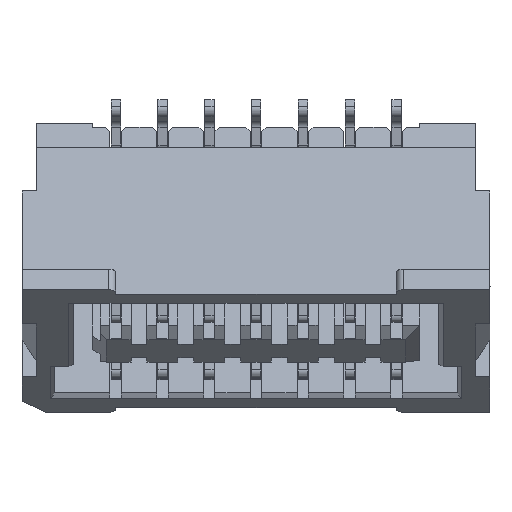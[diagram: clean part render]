
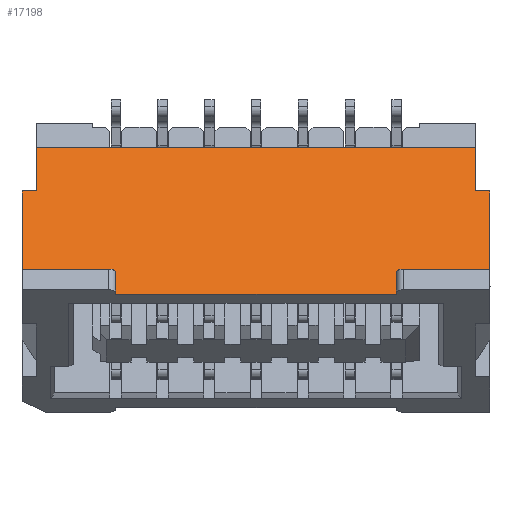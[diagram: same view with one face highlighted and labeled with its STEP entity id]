
A CAD part, left-side view. The second image highlights one B-rep face of the part: STEP entity #17198.
In plain terms, the highlighted planar face has unit normal (-0.882, 0, 0.471).
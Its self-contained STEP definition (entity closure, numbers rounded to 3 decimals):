
#343 = CARTESIAN_POINT ( 'NONE',  ( 4.924, 7.2, 0.639 ) ) ;
#744 = DIRECTION ( 'NONE',  ( 0., -1., 0. ) ) ;
#772 = CARTESIAN_POINT ( 'NONE',  ( 3.746, -0.5, -1.566 ) ) ;
#1080 = VECTOR ( 'NONE', #44678, 1000. ) ;
#1587 = AXIS2_PLACEMENT_3D ( 'NONE', #24987, #36795, #43942 ) ;
#1852 = LINE ( 'NONE', #20229, #16993 ) ;
#2205 = ORIENTED_EDGE ( 'NONE', *, *, #21500, .F. ) ;
#2283 = DIRECTION ( 'NONE',  ( -0.471, 0., -0.882 ) ) ;
#2574 = ORIENTED_EDGE ( 'NONE', *, *, #43680, .T. ) ;
#3205 = EDGE_CURVE ( 'NONE', #6972, #3619, #44224, .T. ) ;
#3392 = LINE ( 'NONE', #26325, #18007 ) ;
#3619 = VERTEX_POINT ( 'NONE', #15298 ) ;
#3925 = DIRECTION ( 'NONE',  ( 0., -1., 0. ) ) ;
#4206 = CARTESIAN_POINT ( 'NONE',  ( 3.982, -0.5, -1.125 ) ) ;
#4861 = VECTOR ( 'NONE', #744, 1000. ) ;
#5004 = LINE ( 'NONE', #45760, #36657 ) ;
#5317 = CARTESIAN_POINT ( 'NONE',  ( 3.982, 5.5, -1.125 ) ) ;
#5390 = LINE ( 'NONE', #25705, #37247 ) ;
#5438 = CARTESIAN_POINT ( 'NONE',  ( 3.982, -2.5, -1.125 ) ) ;
#6972 = VERTEX_POINT ( 'NONE', #343 ) ;
#7620 = CARTESIAN_POINT ( 'NONE',  ( 4.948, 7.5, 0.683 ) ) ;
#7668 = CARTESIAN_POINT ( 'NONE',  ( 3.982, -2.6, -1.125 ) ) ;
#8431 = CARTESIAN_POINT ( 'NONE',  ( 3.706, 7.2, -1.641 ) ) ;
#8783 = EDGE_CURVE ( 'NONE', #31963, #37921, #3392, .T. ) ;
#9491 = VERTEX_POINT ( 'NONE', #39668 ) ;
#10743 = CARTESIAN_POINT ( 'NONE',  ( 3.982, 7.5, -1.125 ) ) ;
#11953 = EDGE_CURVE ( 'NONE', #32822, #37921, #30035, .T. ) ;
#12345 = CARTESIAN_POINT ( 'NONE',  ( 4.924, 7.19, 0.639 ) ) ;
#12855 = EDGE_LOOP ( 'NONE', ( #39494, #14243, #2205, #30979, #15714, #2574, #29590, #41164, #44430, #18692, #40325, #35266 ) ) ;
#14243 = ORIENTED_EDGE ( 'NONE', *, *, #3205, .F. ) ;
#14836 = CARTESIAN_POINT ( 'NONE',  ( 4.924, -2.2, 0.639 ) ) ;
#15298 = CARTESIAN_POINT ( 'NONE',  ( 5.419, 7.2, 1.565 ) ) ;
#15690 = EDGE_CURVE ( 'NONE', #26476, #18584, #1852, .T. ) ;
#15714 = ORIENTED_EDGE ( 'NONE', *, *, #46869, .F. ) ;
#15819 = DIRECTION ( 'NONE',  ( -0.471, 0., -0.882 ) ) ;
#16020 = LINE ( 'NONE', #12345, #31852 ) ;
#16993 = VECTOR ( 'NONE', #23743, 1000. ) ;
#17029 = LINE ( 'NONE', #33854, #1080 ) ;
#17198 = ADVANCED_FACE ( 'NONE', ( #41370 ), #39673, .F. ) ;
#18007 = VECTOR ( 'NONE', #15819, 1000. ) ;
#18147 = VERTEX_POINT ( 'NONE', #32695 ) ;
#18453 = DIRECTION ( 'NONE',  ( 0., 1., 0. ) ) ;
#18584 = VERTEX_POINT ( 'NONE', #5438 ) ;
#18692 = ORIENTED_EDGE ( 'NONE', *, *, #15690, .F. ) ;
#18997 = EDGE_CURVE ( 'NONE', #44920, #26476, #5390, .T. ) ;
#20229 = CARTESIAN_POINT ( 'NONE',  ( 4.948, -2.5, 0.683 ) ) ;
#21500 = EDGE_CURVE ( 'NONE', #18147, #6972, #16020, .T. ) ;
#22164 = EDGE_CURVE ( 'NONE', #3619, #9491, #35083, .T. ) ;
#22679 = DIRECTION ( 'NONE',  ( 0., -1., 0. ) ) ;
#23743 = DIRECTION ( 'NONE',  ( -0.471, 0., -0.882 ) ) ;
#23781 = CARTESIAN_POINT ( 'NONE',  ( 3.746, 5.5, -1.566 ) ) ;
#24987 = CARTESIAN_POINT ( 'NONE',  ( 5.453, 2.6, 1.627 ) ) ;
#25705 = CARTESIAN_POINT ( 'NONE',  ( 4.924, -2.19, 0.639 ) ) ;
#26325 = CARTESIAN_POINT ( 'NONE',  ( 3.982, -0.5, -1.125 ) ) ;
#26476 = VERTEX_POINT ( 'NONE', #32267 ) ;
#28498 = VECTOR ( 'NONE', #44396, 1000. ) ;
#29590 = ORIENTED_EDGE ( 'NONE', *, *, #11953, .T. ) ;
#30035 = LINE ( 'NONE', #772, #30113 ) ;
#30113 = VECTOR ( 'NONE', #22679, 1000. ) ;
#30441 = LINE ( 'NONE', #7668, #30853 ) ;
#30853 = VECTOR ( 'NONE', #18453, 1000. ) ;
#30979 = ORIENTED_EDGE ( 'NONE', *, *, #33890, .F. ) ;
#31852 = VECTOR ( 'NONE', #3925, 1000. ) ;
#31952 = LINE ( 'NONE', #46698, #32271 ) ;
#31963 = VERTEX_POINT ( 'NONE', #4206 ) ;
#32267 = CARTESIAN_POINT ( 'NONE',  ( 4.924, -2.5, 0.639 ) ) ;
#32271 = VECTOR ( 'NONE', #46043, 1000. ) ;
#32695 = CARTESIAN_POINT ( 'NONE',  ( 4.924, 7.5, 0.639 ) ) ;
#32822 = VERTEX_POINT ( 'NONE', #23781 ) ;
#33854 = CARTESIAN_POINT ( 'NONE',  ( 3.982, -2.6, -1.125 ) ) ;
#33890 = EDGE_CURVE ( 'NONE', #43148, #18147, #36838, .T. ) ;
#35083 = LINE ( 'NONE', #44231, #4861 ) ;
#35266 = ORIENTED_EDGE ( 'NONE', *, *, #44249, .F. ) ;
#36242 = VECTOR ( 'NONE', #43516, 1000. ) ;
#36657 = VECTOR ( 'NONE', #2283, 1000. ) ;
#36795 = DIRECTION ( 'NONE',  ( 0.882, 0., -0.471 ) ) ;
#36838 = LINE ( 'NONE', #7620, #36242 ) ;
#37247 = VECTOR ( 'NONE', #44695, 1000. ) ;
#37324 = CARTESIAN_POINT ( 'NONE',  ( 3.746, -0.5, -1.566 ) ) ;
#37921 = VERTEX_POINT ( 'NONE', #37324 ) ;
#39365 = EDGE_CURVE ( 'NONE', #18584, #31963, #30441, .T. ) ;
#39494 = ORIENTED_EDGE ( 'NONE', *, *, #22164, .F. ) ;
#39668 = CARTESIAN_POINT ( 'NONE',  ( 5.419, -2.2, 1.565 ) ) ;
#39673 = PLANE ( 'NONE',  #1587 ) ;
#40325 = ORIENTED_EDGE ( 'NONE', *, *, #18997, .F. ) ;
#41164 = ORIENTED_EDGE ( 'NONE', *, *, #8783, .F. ) ;
#41370 = FACE_OUTER_BOUND ( 'NONE', #12855, .T. ) ;
#43148 = VERTEX_POINT ( 'NONE', #10743 ) ;
#43516 = DIRECTION ( 'NONE',  ( 0.471, 0., 0.882 ) ) ;
#43680 = EDGE_CURVE ( 'NONE', #45325, #32822, #31952, .T. ) ;
#43942 = DIRECTION ( 'NONE',  ( 0., -1., 0. ) ) ;
#44224 = LINE ( 'NONE', #8431, #28498 ) ;
#44231 = CARTESIAN_POINT ( 'NONE',  ( 5.419, -2.288, 1.565 ) ) ;
#44249 = EDGE_CURVE ( 'NONE', #9491, #44920, #5004, .T. ) ;
#44396 = DIRECTION ( 'NONE',  ( 0.471, 0., 0.882 ) ) ;
#44430 = ORIENTED_EDGE ( 'NONE', *, *, #39365, .F. ) ;
#44678 = DIRECTION ( 'NONE',  ( 0., 1., 0. ) ) ;
#44695 = DIRECTION ( 'NONE',  ( 0., -1., 0. ) ) ;
#44920 = VERTEX_POINT ( 'NONE', #14836 ) ;
#45325 = VERTEX_POINT ( 'NONE', #5317 ) ;
#45760 = CARTESIAN_POINT ( 'NONE',  ( 3.706, -2.2, -1.641 ) ) ;
#46043 = DIRECTION ( 'NONE',  ( -0.471, 0., -0.882 ) ) ;
#46698 = CARTESIAN_POINT ( 'NONE',  ( 3.982, 5.5, -1.125 ) ) ;
#46869 = EDGE_CURVE ( 'NONE', #45325, #43148, #17029, .T. ) ;
